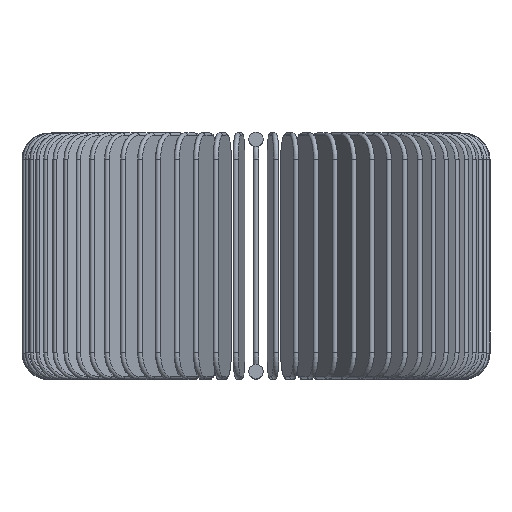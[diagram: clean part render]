
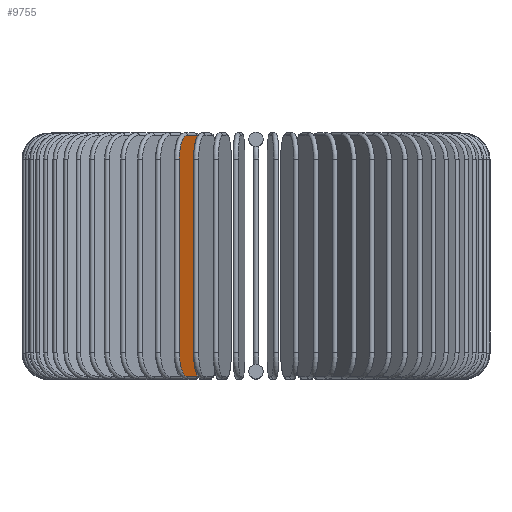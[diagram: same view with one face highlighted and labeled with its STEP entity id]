
A CAD part, top view. The second image highlights one B-rep face of the part: STEP entity #9755.
In plain terms, the highlighted planar face has unit normal (0.94, 0, 0.342).
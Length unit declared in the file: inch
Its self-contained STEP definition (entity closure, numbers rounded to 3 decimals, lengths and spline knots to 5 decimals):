
#9583=DIRECTION('',(0.,-1.,0.));
#9584=VECTOR('',#9583,0.367);
#9585=CARTESIAN_POINT('',(-0.14528,0.417,0.41377));
#9586=LINE('',#9585,#9584);
#9587=CARTESIAN_POINT('',(-0.12989,0.417,0.37148));
#9588=DIRECTION('',(0.94,0.,0.342));
#9589=DIRECTION('',(0.,1.,0.));
#9590=AXIS2_PLACEMENT_3D('',#9587,#9588,#9589);
#9592=DIRECTION('',(-0.342,0.,0.94));
#9593=VECTOR('',#9592,0.05);
#9594=CARTESIAN_POINT('',(-0.11279,0.462,0.32449));
#9595=LINE('',#9594,#9593);
#9596=CARTESIAN_POINT('',(-0.11279,0.417,0.32449));
#9597=DIRECTION('',(0.94,0.,0.342));
#9598=DIRECTION('',(0.342,0.,-0.94));
#9599=AXIS2_PLACEMENT_3D('',#9596,#9597,#9598);
#9601=DIRECTION('',(0.,1.,0.));
#9602=VECTOR('',#9601,0.367);
#9603=CARTESIAN_POINT('',(-0.09739,0.05,0.28221));
#9604=LINE('',#9603,#9602);
#9605=CARTESIAN_POINT('',(-0.11279,0.05,0.32449));
#9606=DIRECTION('',(0.94,0.,0.342));
#9607=DIRECTION('',(0.,-1.,0.));
#9608=AXIS2_PLACEMENT_3D('',#9605,#9606,#9607);
#9610=DIRECTION('',(0.342,0.,-0.94));
#9611=VECTOR('',#9610,0.05);
#9612=CARTESIAN_POINT('',(-0.12989,0.005,0.37148));
#9613=LINE('',#9612,#9611);
#9614=CARTESIAN_POINT('',(-0.12989,0.05,0.37148));
#9615=DIRECTION('',(0.94,0.,0.342));
#9616=DIRECTION('',(-0.342,0.,0.94));
#9617=AXIS2_PLACEMENT_3D('',#9614,#9615,#9616);
#9653=CARTESIAN_POINT('',(-0.14528,0.417,0.41377));
#9654=CARTESIAN_POINT('',(-0.14528,0.05,0.41377));
#9655=VERTEX_POINT('',#9653);
#9656=VERTEX_POINT('',#9654);
#9659=CARTESIAN_POINT('',(-0.12989,0.005,0.37148));
#9660=VERTEX_POINT('',#9659);
#9663=CARTESIAN_POINT('',(-0.11279,0.005,0.32449));
#9664=VERTEX_POINT('',#9663);
#9667=CARTESIAN_POINT('',(-0.09739,0.05,0.28221));
#9668=VERTEX_POINT('',#9667);
#9671=CARTESIAN_POINT('',(-0.09739,0.417,0.28221));
#9672=VERTEX_POINT('',#9671);
#9675=CARTESIAN_POINT('',(-0.11279,0.462,0.32449));
#9676=VERTEX_POINT('',#9675);
#9679=CARTESIAN_POINT('',(-0.12989,0.462,0.37148));
#9680=VERTEX_POINT('',#9679);
#9734=CARTESIAN_POINT('',(-0.14699,0.,0.41846));
#9735=DIRECTION('',(0.94,0.,0.342));
#9736=DIRECTION('',(0.342,0.,-0.94));
#9737=AXIS2_PLACEMENT_3D('',#9734,#9735,#9736);
#9738=PLANE('',#9737);
#9739=ORIENTED_EDGE('',*,*,#9727,.F.);
#9740=ORIENTED_EDGE('',*,*,#9690,.F.);
#9742=ORIENTED_EDGE('',*,*,#9741,.F.);
#9744=ORIENTED_EDGE('',*,*,#9743,.F.);
#9746=ORIENTED_EDGE('',*,*,#9745,.F.);
#9748=ORIENTED_EDGE('',*,*,#9747,.F.);
#9750=ORIENTED_EDGE('',*,*,#9749,.F.);
#9752=ORIENTED_EDGE('',*,*,#9751,.F.);
#9753=EDGE_LOOP('',(#9739,#9740,#9742,#9744,#9746,#9748,#9750,#9752));
#9754=FACE_OUTER_BOUND('',#9753,.F.);
#9591=CIRCLE('',#9590,0.045);
#9600=CIRCLE('',#9599,0.045);
#9609=CIRCLE('',#9608,0.045);
#9618=CIRCLE('',#9617,0.045);
#9690=EDGE_CURVE('',#9680,#9655,#9591,.T.);
#9727=EDGE_CURVE('',#9655,#9656,#9586,.T.);
#9741=EDGE_CURVE('',#9676,#9680,#9595,.T.);
#9743=EDGE_CURVE('',#9672,#9676,#9600,.T.);
#9745=EDGE_CURVE('',#9668,#9672,#9604,.T.);
#9747=EDGE_CURVE('',#9664,#9668,#9609,.T.);
#9749=EDGE_CURVE('',#9660,#9664,#9613,.T.);
#9751=EDGE_CURVE('',#9656,#9660,#9618,.T.);
#9755=ADVANCED_FACE('',(#9754),#9738,.T.);
